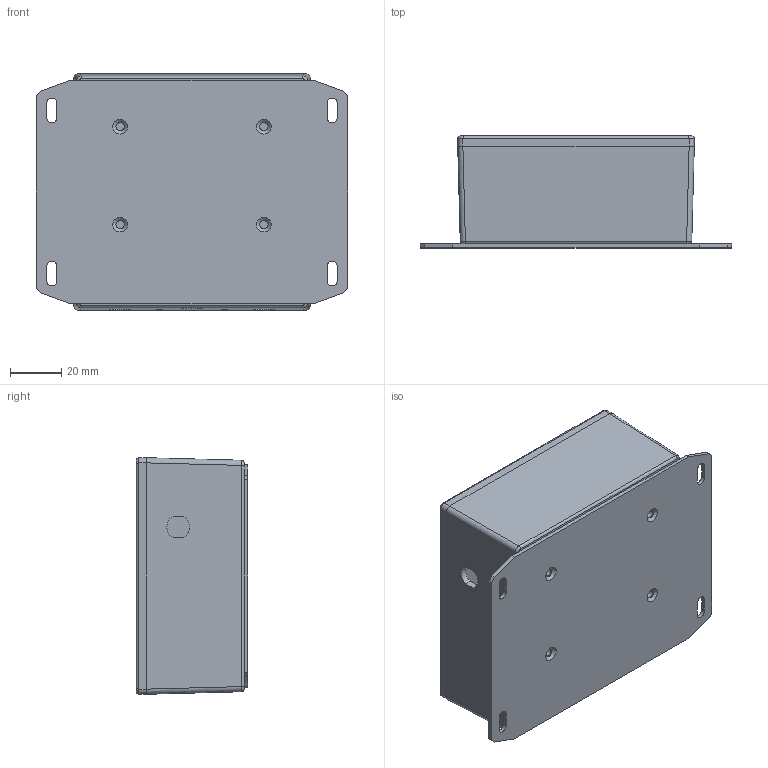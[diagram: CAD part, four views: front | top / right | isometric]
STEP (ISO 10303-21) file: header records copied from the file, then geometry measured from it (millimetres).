
FILE_DESCRIPTION(/* description */ (''),/* implementation_level */ '2;1');
FILE_NAME(/* name */ '1590YF Modified v1.step',/* time_stamp */ '2021-02-04T09:04:02-08:00',/* author */ (''),/* organization */ (''),/* preprocessor_version */ 'ST-DEVELOPER v18.1',/* originating_system */ 'Autodesk Translation Framework v9.7.1.1290',/* authorisation */ '');
FILE_SCHEMA (('AUTOMOTIVE_DESIGN { 1 0 10303 214 3 1 1 }'));
Length unit declared in the file: millimetre
Products named in the file (5): 1590YF Modified; 1590Y Box; 1590Y Lid; #14001; 1590Y Flange
Assembly tree (3 placements, depth 2):
  1590YF Modified
    1590Y Box
    1590Y Lid
    1590Y Flange
  #14001
Bounding box: 121.2 x 43.5 x 92 mm (x, y, z)
Volume: 101486.3 mm3; surface area: 83740.2 mm2
Topology: 7 solids, 7 shells, 493 faces, 1269 edges, 815 vertices
Faces by surface type: plane 256, cylinder 91, bspline 82, cone 48, torus 8, sphere 8
Full cylindrical faces by diameter (mm): 2.2 x2, 2.642 x4, 3.264 x8, 3.378 x4, 3.9 x4, 4 x4, 6.5 x2, 7.2 x4, 8.204 x1
Entity records: 14021 total; most frequent: CARTESIAN_POINT 3973, ORIENTED_EDGE 2132, DIRECTION 1854, EDGE_CURVE 1066, VERTEX_POINT 686, LINE 646, VECTOR 646, AXIS2_PLACEMENT_3D 604
